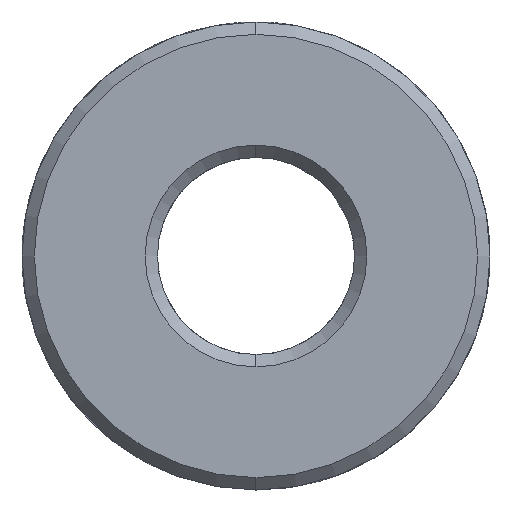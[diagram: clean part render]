
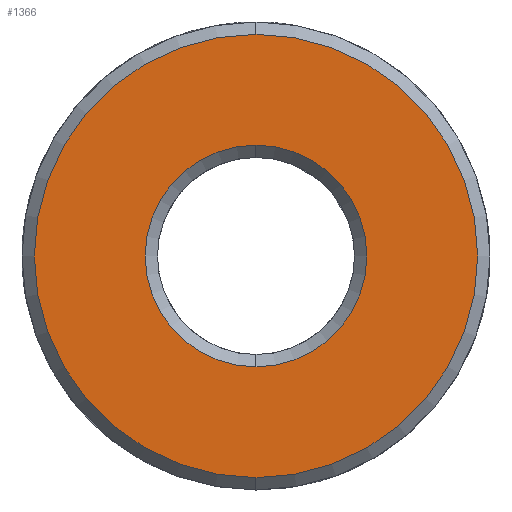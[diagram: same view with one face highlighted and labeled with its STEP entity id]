
A CAD part, left-side view. The second image highlights one B-rep face of the part: STEP entity #1366.
In plain terms, the highlighted planar face has unit normal (-1, 0, 0).
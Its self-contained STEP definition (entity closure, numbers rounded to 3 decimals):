
#27 = VERTEX_POINT ( 'NONE', #781 ) ;
#110 = VERTEX_POINT ( 'NONE', #741 ) ;
#113 = CIRCLE ( 'NONE', #165, 4.5 ) ;
#164 = DIRECTION ( 'NONE',  ( 0., 0., -1. ) ) ;
#165 = AXIS2_PLACEMENT_3D ( 'NONE', #2529, #2889, #2538 ) ;
#168 = DIRECTION ( 'NONE',  ( 1., 0., 0. ) ) ;
#169 = CARTESIAN_POINT ( 'NONE',  ( 0., 0., 0. ) ) ;
#192 = DIRECTION ( 'NONE',  ( 0., 0., -1. ) ) ;
#197 = DIRECTION ( 'NONE',  ( -1., 0., 0. ) ) ;
#199 = CARTESIAN_POINT ( 'NONE',  ( 0., 0., 0. ) ) ;
#244 = VERTEX_POINT ( 'NONE', #327 ) ;
#275 = CARTESIAN_POINT ( 'NONE',  ( 0., 0., 0. ) ) ;
#327 = CARTESIAN_POINT ( 'NONE',  ( 0., 0., 9. ) ) ;
#332 = EDGE_LOOP ( 'NONE', ( #1718, #1596 ) ) ;
#605 = EDGE_LOOP ( 'NONE', ( #1776, #1728 ) ) ;
#700 = EDGE_CURVE ( 'NONE', #110, #2708, #113, .T. ) ;
#741 = CARTESIAN_POINT ( 'NONE',  ( 0., 0., 4.5 ) ) ;
#781 = CARTESIAN_POINT ( 'NONE',  ( 0., 0., -9. ) ) ;
#852 = CARTESIAN_POINT ( 'NONE',  ( 0., 0., -4.5 ) ) ;
#1089 = EDGE_CURVE ( 'NONE', #244, #27, #1584, .T. ) ;
#1201 = DIRECTION ( 'NONE',  ( 0., 0., -1. ) ) ;
#1203 = DIRECTION ( 'NONE',  ( -1., 0., 0. ) ) ;
#1205 = CARTESIAN_POINT ( 'NONE',  ( 0., 0., 0. ) ) ;
#1242 = EDGE_CURVE ( 'NONE', #27, #244, #1487, .T. ) ;
#1248 = EDGE_CURVE ( 'NONE', #2708, #110, #1461, .T. ) ;
#1301 = FACE_BOUND ( 'NONE', #332, .T. ) ;
#1305 = FACE_OUTER_BOUND ( 'NONE', #605, .T. ) ;
#1366 = ADVANCED_FACE ( 'NONE', ( #1305, #1301 ), #2882, .F. ) ;
#1461 = CIRCLE ( 'NONE', #2849, 4.5 ) ;
#1487 = CIRCLE ( 'NONE', #2279, 9. ) ;
#1584 = CIRCLE ( 'NONE', #2353, 9. ) ;
#1596 = ORIENTED_EDGE ( 'NONE', *, *, #1248, .T. ) ;
#1718 = ORIENTED_EDGE ( 'NONE', *, *, #700, .T. ) ;
#1728 = ORIENTED_EDGE ( 'NONE', *, *, #1089, .T. ) ;
#1776 = ORIENTED_EDGE ( 'NONE', *, *, #1242, .T. ) ;
#2279 = AXIS2_PLACEMENT_3D ( 'NONE', #199, #197, #192 ) ;
#2353 = AXIS2_PLACEMENT_3D ( 'NONE', #1205, #1203, #1201 ) ;
#2529 = CARTESIAN_POINT ( 'NONE',  ( 0., 0., 0. ) ) ;
#2538 = DIRECTION ( 'NONE',  ( 0., 0., -1. ) ) ;
#2708 = VERTEX_POINT ( 'NONE', #852 ) ;
#2760 = AXIS2_PLACEMENT_3D ( 'NONE', #275, #2876, #2870 ) ;
#2849 = AXIS2_PLACEMENT_3D ( 'NONE', #169, #168, #164 ) ;
#2870 = DIRECTION ( 'NONE',  ( 0., 0., -1. ) ) ;
#2876 = DIRECTION ( 'NONE',  ( 1., 0., 0. ) ) ;
#2882 = PLANE ( 'NONE',  #2760 ) ;
#2889 = DIRECTION ( 'NONE',  ( 1., 0., 0. ) ) ;
